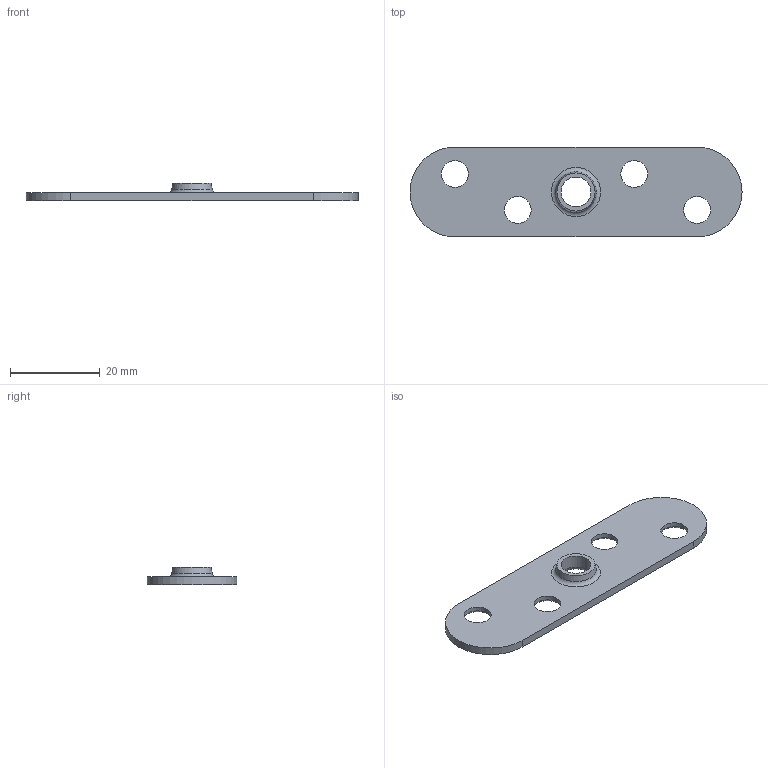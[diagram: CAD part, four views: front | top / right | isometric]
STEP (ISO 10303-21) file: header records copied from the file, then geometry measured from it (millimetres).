
FILE_DESCRIPTION(/* description */ (''),/* implementation_level */ '2;1');
FILE_NAME(/* name */ '0026XA2.stp',/* time_stamp */ '2022-12-01T15:41:05+01:00',/* author */ ('Giuliano'),/* organization */ (''),/* preprocessor_version */ 'ST-DEVELOPER v18.1',/* originating_system */ 'Autodesk Inventor 2021',/* authorisation */ '');
FILE_SCHEMA (('AUTOMOTIVE_DESIGN { 1 0 10303 214 3 1 1 }'));
Length unit declared in the file: millimetre
Products named in the file (1): Pièce3
Bounding box: 74 x 20 x 4 mm (x, y, z)
Volume: 2278.1 mm3; surface area: 3040 mm2
Topology: 1 solids, 1 shells, 120 faces, 305 edges, 194 vertices
Faces by surface type: plane 58, bspline 38, cylinder 17, cone 5, torus 2
Full cylindrical faces by diameter (mm): 1.7 x1, 2 x1, 6 x4, 6.647 x1
Entity records: 3848 total; most frequent: CARTESIAN_POINT 1114, ORIENTED_EDGE 610, DIRECTION 441, EDGE_CURVE 305, VERTEX_POINT 194, LINE 183, VECTOR 183, EDGE_LOOP 141
